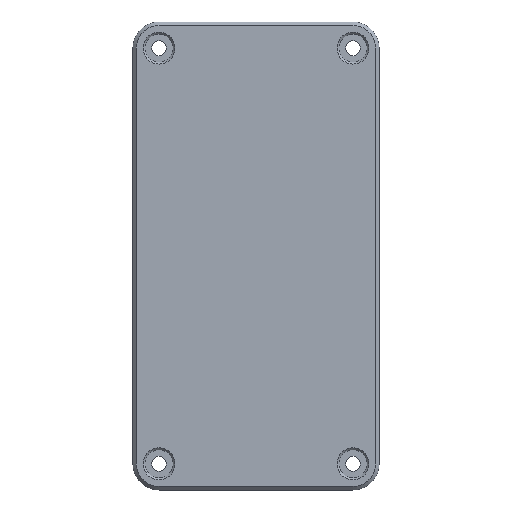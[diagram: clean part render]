
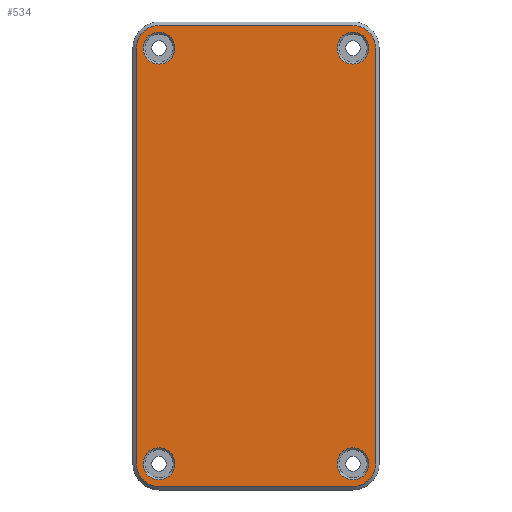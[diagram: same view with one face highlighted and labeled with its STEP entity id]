
A CAD part, top view. The second image highlights one B-rep face of the part: STEP entity #534.
In plain terms, the highlighted planar face has unit normal (0, 0, 1).
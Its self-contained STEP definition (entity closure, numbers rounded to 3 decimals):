
#27=FACE_BOUND('',#89,.T.);
#28=FACE_BOUND('',#90,.T.);
#29=FACE_BOUND('',#91,.T.);
#30=FACE_BOUND('',#92,.T.);
#39=PLANE('',#585);
#54=FACE_OUTER_BOUND('',#88,.T.);
#88=EDGE_LOOP('',(#378,#379,#380,#381,#382,#383,#384,#385));
#89=EDGE_LOOP('',(#386));
#90=EDGE_LOOP('',(#387));
#91=EDGE_LOOP('',(#388));
#92=EDGE_LOOP('',(#389));
#134=LINE('',#845,#174);
#135=LINE('',#849,#175);
#136=LINE('',#853,#176);
#137=LINE('',#857,#177);
#174=VECTOR('',#664,10.);
#175=VECTOR('',#667,10.);
#176=VECTOR('',#670,10.);
#177=VECTOR('',#673,10.);
#213=CIRCLE('',#582,3.65);
#216=CIRCLE('',#586,5.2);
#217=CIRCLE('',#587,5.2);
#218=CIRCLE('',#588,5.2);
#219=CIRCLE('',#589,5.2);
#220=CIRCLE('',#590,3.65);
#221=CIRCLE('',#591,3.65);
#222=CIRCLE('',#592,3.65);
#249=VERTEX_POINT('',#835);
#252=VERTEX_POINT('',#843);
#253=VERTEX_POINT('',#844);
#254=VERTEX_POINT('',#846);
#255=VERTEX_POINT('',#848);
#256=VERTEX_POINT('',#850);
#257=VERTEX_POINT('',#852);
#258=VERTEX_POINT('',#854);
#259=VERTEX_POINT('',#856);
#260=VERTEX_POINT('',#859);
#261=VERTEX_POINT('',#861);
#262=VERTEX_POINT('',#863);
#297=EDGE_CURVE('',#249,#249,#213,.T.);
#301=EDGE_CURVE('',#252,#253,#134,.T.);
#302=EDGE_CURVE('',#254,#252,#216,.T.);
#303=EDGE_CURVE('',#255,#254,#135,.T.);
#304=EDGE_CURVE('',#256,#255,#217,.T.);
#305=EDGE_CURVE('',#257,#256,#136,.T.);
#306=EDGE_CURVE('',#258,#257,#218,.T.);
#307=EDGE_CURVE('',#259,#258,#137,.T.);
#308=EDGE_CURVE('',#253,#259,#219,.T.);
#309=EDGE_CURVE('',#260,#260,#220,.T.);
#310=EDGE_CURVE('',#261,#261,#221,.T.);
#311=EDGE_CURVE('',#262,#262,#222,.T.);
#378=ORIENTED_EDGE('',*,*,#301,.F.);
#379=ORIENTED_EDGE('',*,*,#302,.F.);
#380=ORIENTED_EDGE('',*,*,#303,.F.);
#381=ORIENTED_EDGE('',*,*,#304,.F.);
#382=ORIENTED_EDGE('',*,*,#305,.F.);
#383=ORIENTED_EDGE('',*,*,#306,.F.);
#384=ORIENTED_EDGE('',*,*,#307,.F.);
#385=ORIENTED_EDGE('',*,*,#308,.F.);
#386=ORIENTED_EDGE('',*,*,#309,.F.);
#387=ORIENTED_EDGE('',*,*,#310,.F.);
#388=ORIENTED_EDGE('',*,*,#311,.F.);
#389=ORIENTED_EDGE('',*,*,#297,.F.);
#534=ADVANCED_FACE('',(#54,#27,#28,#29,#30),#39,.T.);
#582=AXIS2_PLACEMENT_3D('',#836,#655,#656);
#585=AXIS2_PLACEMENT_3D('',#842,#662,#663);
#586=AXIS2_PLACEMENT_3D('',#847,#665,#666);
#587=AXIS2_PLACEMENT_3D('',#851,#668,#669);
#588=AXIS2_PLACEMENT_3D('',#855,#671,#672);
#589=AXIS2_PLACEMENT_3D('',#858,#674,#675);
#590=AXIS2_PLACEMENT_3D('',#860,#676,#677);
#591=AXIS2_PLACEMENT_3D('',#862,#678,#679);
#592=AXIS2_PLACEMENT_3D('',#864,#680,#681);
#655=DIRECTION('center_axis',(0.,0.,1.));
#656=DIRECTION('ref_axis',(-1.,0.,0.));
#662=DIRECTION('center_axis',(0.,0.,1.));
#663=DIRECTION('ref_axis',(1.,0.,0.));
#664=DIRECTION('',(0.,1.,0.));
#665=DIRECTION('center_axis',(0.,0.,-1.));
#666=DIRECTION('ref_axis',(-0.707,-0.707,0.));
#667=DIRECTION('',(-1.,0.,0.));
#668=DIRECTION('center_axis',(0.,0.,-1.));
#669=DIRECTION('ref_axis',(0.707,-0.707,0.));
#670=DIRECTION('',(0.,-1.,0.));
#671=DIRECTION('center_axis',(0.,0.,-1.));
#672=DIRECTION('ref_axis',(0.707,0.707,0.));
#673=DIRECTION('',(1.,0.,0.));
#674=DIRECTION('center_axis',(0.,0.,-1.));
#675=DIRECTION('ref_axis',(-0.707,0.707,0.));
#676=DIRECTION('center_axis',(0.,0.,1.));
#677=DIRECTION('ref_axis',(-1.,0.,0.));
#678=DIRECTION('center_axis',(0.,0.,1.));
#679=DIRECTION('ref_axis',(-1.,0.,0.));
#680=DIRECTION('center_axis',(0.,0.,1.));
#681=DIRECTION('ref_axis',(-1.,0.,0.));
#835=CARTESIAN_POINT('',(79.45,-47.65,36.6));
#836=CARTESIAN_POINT('Origin',(75.8,-47.65,36.6));
#842=CARTESIAN_POINT('Origin',(98.025,-0.025,36.6));
#843=CARTESIAN_POINT('',(70.6,-47.65,36.6));
#844=CARTESIAN_POINT('',(70.6,47.6,36.6));
#845=CARTESIAN_POINT('',(70.6,26.788,36.6));
#846=CARTESIAN_POINT('',(75.8,-52.85,36.6));
#847=CARTESIAN_POINT('Origin',(75.8,-47.65,36.6));
#848=CARTESIAN_POINT('',(120.25,-52.85,36.6));
#849=CARTESIAN_POINT('',(83.913,-52.85,36.6));
#850=CARTESIAN_POINT('',(125.45,-47.65,36.6));
#851=CARTESIAN_POINT('Origin',(120.25,-47.65,36.6));
#852=CARTESIAN_POINT('',(125.45,47.6,36.6));
#853=CARTESIAN_POINT('',(125.45,-26.838,36.6));
#854=CARTESIAN_POINT('',(120.25,52.8,36.6));
#855=CARTESIAN_POINT('Origin',(120.25,47.6,36.6));
#856=CARTESIAN_POINT('',(75.8,52.8,36.6));
#857=CARTESIAN_POINT('',(112.138,52.8,36.6));
#858=CARTESIAN_POINT('Origin',(75.8,47.6,36.6));
#859=CARTESIAN_POINT('',(123.9,-47.65,36.6));
#860=CARTESIAN_POINT('Origin',(120.25,-47.65,36.6));
#861=CARTESIAN_POINT('',(79.45,47.6,36.6));
#862=CARTESIAN_POINT('Origin',(75.8,47.6,36.6));
#863=CARTESIAN_POINT('',(123.9,47.6,36.6));
#864=CARTESIAN_POINT('Origin',(120.25,47.6,36.6));
